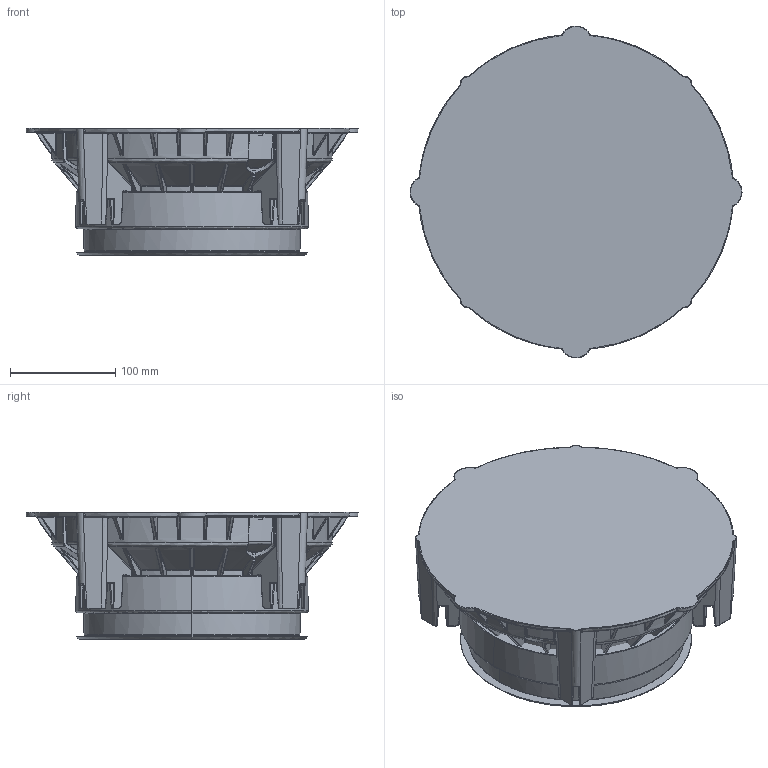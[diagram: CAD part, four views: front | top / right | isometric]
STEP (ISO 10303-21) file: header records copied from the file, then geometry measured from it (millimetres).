
FILE_DESCRIPTION(/* description */ (''),/* implementation_level */ '2;1');
FILE_NAME(/* name */ 'T403950_EGO 220 DO ACCIAIO TONDO',/* time_stamp */ '2018-02-05T16:59:27+01:00',/* author */ (''),/* organization */ (''),/* preprocessor_version */ 'ST-DEVELOPER v15',/* originating_system */ '',/* authorisation */ '');
FILE_SCHEMA (('CONFIG_CONTROL_DESIGN'));
Products named in the file (1): Document
Bounding box: 315.98 x 315.98 x 121.05 mm (x, y, z)
Volume: 2208816.6 mm3; surface area: 493750 mm2
Topology: 6 solids, 9 shells, 2267 faces, 5358 edges, 3028 vertices
Faces by surface type: bspline 1874, plane 393
Entity records: 101480 total; most frequent: CARTESIAN_POINT 72724, ORIENTED_EDGE 10547, EDGE_CURVE 5288, VERTEX_POINT 3022, EDGE_LOOP 2280, ADVANCED_FACE 2247, FACE_OUTER_BOUND 2247, B_SPLINE_CURVE_WITH_KNOTS 1833
